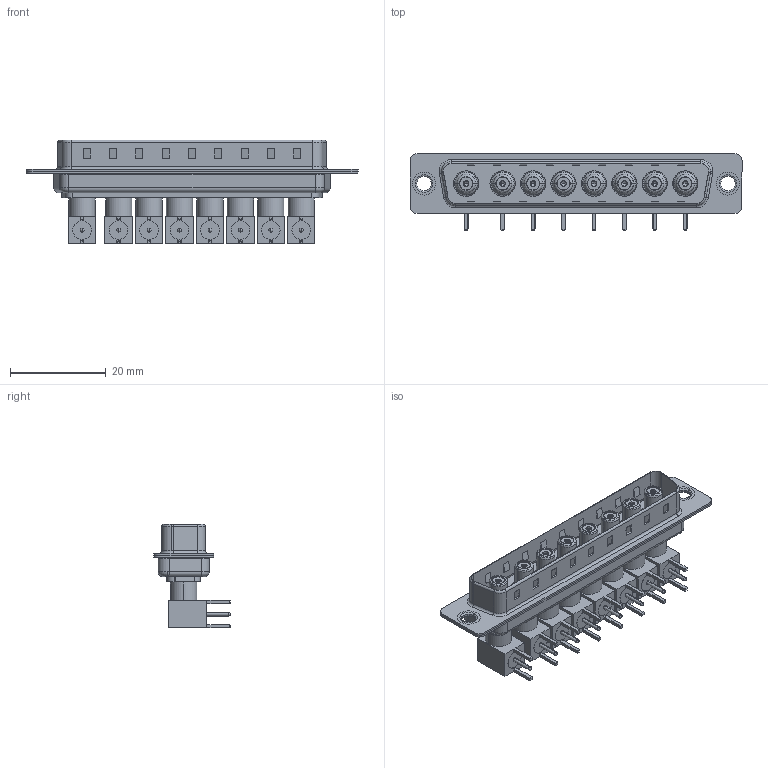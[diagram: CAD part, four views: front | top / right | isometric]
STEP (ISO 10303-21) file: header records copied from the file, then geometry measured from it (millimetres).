
FILE_DESCRIPTION (( 'STEP AP203' ), '1' );
FILE_NAME ('629-8W8-240-5N1.STEP', '2022-05-14T05:39:05', ( '' ), ( '' ), 'SwSTEP 2.0', 'SolidWorks 2020', '' );
FILE_SCHEMA (( 'CONFIG_CONTROL_DESIGN' ));
Length unit declared in the file: millimetre
Products named in the file (20): Co-Ax Jack_RA PC Tail; Co-Ax Jack Assy_RA; 629-8W8-240-5N1; Locking Collar; 629Combo Housing_8W8; Insulator Socket; RA Back Shell; Insulator RA Pin; Insulator Socket 2; 629Combo Thru Hole Rivet; 629Combo Shell Front_37 Contacts; Socket_RA; 629Combo Shell Rear_37 Contacts
Assembly tree (69 placements, depth 3):
  629-8W8-240-5N1
    629Combo Housing_8W8
    629Combo Shell Rear_37 Contacts
    629Combo Shell Front_37 Contacts
    629Combo Thru Hole Rivet  x2
    Co-Ax Jack Assy_RA
      Co-Ax Jack_RA PC Tail
      Insulator Socket
      Insulator Socket 2
      Locking Collar
      Socket_RA
      RA Back Shell
      Insulator RA Pin
    Co-Ax Jack Assy_RA
      Co-Ax Jack_RA PC Tail
      Insulator Socket
      Insulator Socket 2
      Locking Collar
      Socket_RA
      RA Back Shell
      Insulator RA Pin
    Co-Ax Jack Assy_RA
      Co-Ax Jack_RA PC Tail
      Insulator Socket
      Insulator Socket 2
      Locking Collar
      Socket_RA
      RA Back Shell
      Insulator RA Pin
    Co-Ax Jack Assy_RA
      Co-Ax Jack_RA PC Tail
      Insulator Socket
      Insulator Socket 2
      Locking Collar
      Socket_RA
      RA Back Shell
      Insulator RA Pin
    Co-Ax Jack Assy_RA
      Co-Ax Jack_RA PC Tail
      Insulator Socket
      Insulator Socket 2
      Locking Collar
      Socket_RA
      RA Back Shell
      Insulator RA Pin
    Co-Ax Jack Assy_RA
      Co-Ax Jack_RA PC Tail
      Insulator Socket
      Insulator Socket 2
      Locking Collar
      Socket_RA
      RA Back Shell
      Insulator RA Pin
    Co-Ax Jack Assy_RA
      Co-Ax Jack_RA PC Tail
      Insulator Socket
      Insulator Socket 2
      Locking Collar
      Socket_RA
      RA Back Shell
Bounding box: 69.4 x 16 x 21.71 mm (x, y, z)
Volume: 5984.2 mm3; surface area: 16610 mm2
Topology: 61 solids, 61 shells, 1602 faces, 3735 edges, 2314 vertices
Faces by surface type: cylinder 661, plane 659, cone 152, torus 106, sphere 16, bspline 8
Entity records: 20355 total; most frequent: DIRECTION 3101, CARTESIAN_POINT 3097, ORIENTED_EDGE 2704, EDGE_CURVE 1352, AXIS2_PLACEMENT_3D 1150, VERTEX_POINT 853, VECTOR 801, LINE 801
